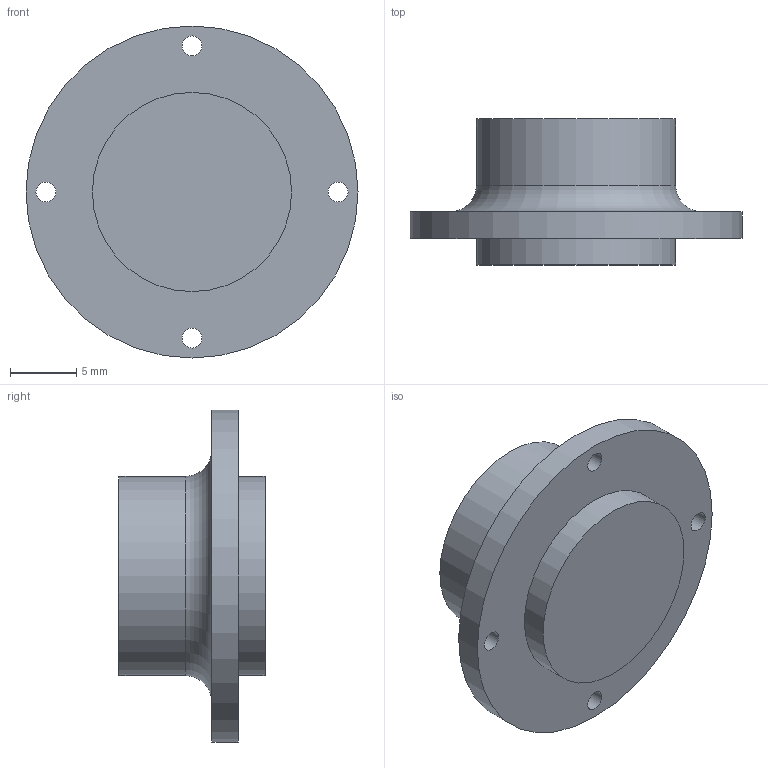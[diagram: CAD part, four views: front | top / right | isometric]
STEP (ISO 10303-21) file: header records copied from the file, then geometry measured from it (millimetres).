
FILE_DESCRIPTION(/* description */ (''),/* implementation_level */ '2;1');
FILE_NAME(/* name */ '9ef15058-0612-11ec-9f48-02e31e77bdb1.step',/* time_stamp */ '2021-08-26T02:09:25+00:00',/* author */ (''),/* organization */ (''),/* preprocessor_version */ 'ST-DEVELOPER v18.1',/* originating_system */ 'Autodesk Translation Framework v10.6.0.1341',/* authorisation */ '');
FILE_SCHEMA (('AUTOMOTIVE_DESIGN { 1 0 10303 214 3 1 1 }'));
Length unit declared in the file: centimetre
Products named in the file (1): temp_body
Bounding box: 25 x 11 x 25 mm (x, y, z)
Volume: 2600.9 mm3; surface area: 1547.8 mm2
Topology: 1 solids, 1 shells, 12 faces, 24 edges, 16 vertices
Faces by surface type: cylinder 7, plane 4, torus 1
Full cylindrical faces by diameter (mm): 1.5 x4, 15 x2, 25 x1
Entity records: 381 total; most frequent: DIRECTION 67, CARTESIAN_POINT 53, ORIENTED_EDGE 48, AXIS2_PLACEMENT_3D 30, EDGE_CURVE 24, EDGE_LOOP 22, CIRCLE 17, VERTEX_POINT 16
